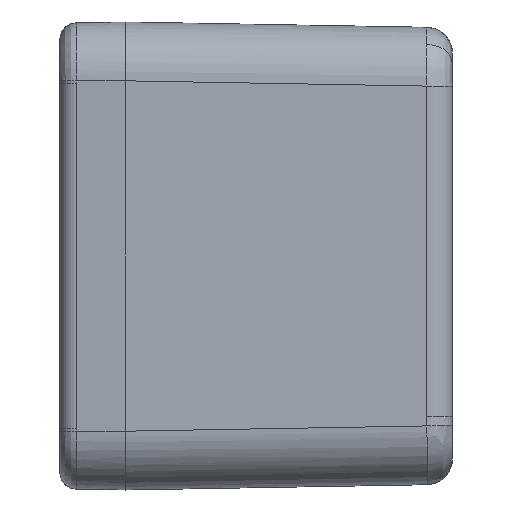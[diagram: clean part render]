
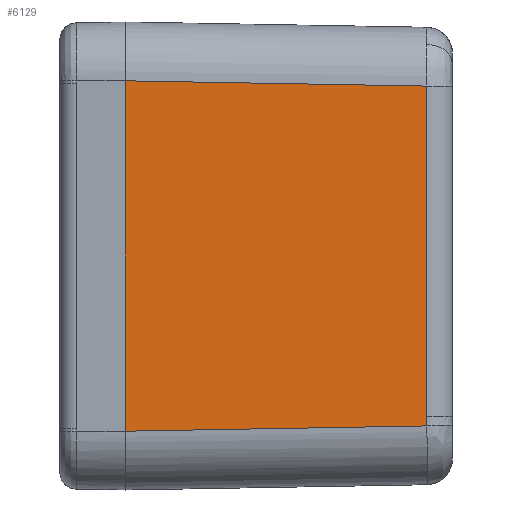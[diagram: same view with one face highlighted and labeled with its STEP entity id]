
A CAD part, left-side view. The second image highlights one B-rep face of the part: STEP entity #6129.
In plain terms, the highlighted planar face has unit normal (-1, -0.018, 0).
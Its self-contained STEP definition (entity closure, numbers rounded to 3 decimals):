
#257 = B_SPLINE_CURVE_WITH_KNOTS ( 'NONE', 3,
 ( #5480, #8974, #8266, #1299 ),
 .UNSPECIFIED., .F., .F.,
 ( 4, 4 ),
 ( 0., 0.001 ),
 .UNSPECIFIED. ) ;
#308 = CARTESIAN_POINT ( 'NONE',  ( -44.448, -23.035, -12.249 ) ) ;
#489 = EDGE_LOOP ( 'NONE', ( #3413, #8596, #6714, #1403, #3256 ) ) ;
#535 = VECTOR ( 'NONE', #3574, 1000. ) ;
#548 = VERTEX_POINT ( 'NONE', #6536 ) ;
#558 = EDGE_CURVE ( 'NONE', #1731, #4357, #8750, .T. ) ;
#858 = VECTOR ( 'NONE', #6755, 1000. ) ;
#903 = EDGE_CURVE ( 'NONE', #8246, #1731, #2402, .T. ) ;
#936 = DIRECTION ( 'NONE',  ( -1., -0.017, 0. ) ) ;
#1109 = EDGE_CURVE ( 'NONE', #548, #4357, #8086, .T. ) ;
#1143 = EDGE_CURVE ( 'NONE', #548, #4512, #7870, .T. ) ;
#1262 = EDGE_CURVE ( 'NONE', #4512, #8246, #257, .T. ) ;
#1299 = CARTESIAN_POINT ( 'NONE',  ( -44.448, -23.035, -12.249 ) ) ;
#1313 = VECTOR ( 'NONE', #2367, 1000. ) ;
#1403 = ORIENTED_EDGE ( 'NONE', *, *, #558, .T. ) ;
#1731 = VERTEX_POINT ( 'NONE', #4306 ) ;
#1885 = DIRECTION ( 'NONE',  ( 0.017, -1., 0.017 ) ) ;
#2318 = CARTESIAN_POINT ( 'NONE',  ( -44.85, 0., -17.9 ) ) ;
#2367 = DIRECTION ( 'NONE',  ( -0.017, 1., 0.017 ) ) ;
#2402 = LINE ( 'NONE', #4955, #535 ) ;
#2552 = CARTESIAN_POINT ( 'NONE',  ( -44.85, 0., -17.9 ) ) ;
#3067 = CARTESIAN_POINT ( 'NONE',  ( -44.84, -0.546, 13.391 ) ) ;
#3256 = ORIENTED_EDGE ( 'NONE', *, *, #1109, .F. ) ;
#3413 = ORIENTED_EDGE ( 'NONE', *, *, #1143, .T. ) ;
#3574 = DIRECTION ( 'NONE',  ( 0., 0., 1. ) ) ;
#3653 = AXIS2_PLACEMENT_3D ( 'NONE', #2318, #936, #5840 ) ;
#4159 = VECTOR ( 'NONE', #1885, 1000. ) ;
#4306 = CARTESIAN_POINT ( 'NONE',  ( -44.448, -23.035, 12.999 ) ) ;
#4357 = VERTEX_POINT ( 'NONE', #8971 ) ;
#4443 = PLANE ( 'NONE',  #3653 ) ;
#4512 = VERTEX_POINT ( 'NONE', #7927 ) ;
#4955 = CARTESIAN_POINT ( 'NONE',  ( -44.448, -23.035, 12.964 ) ) ;
#5480 = CARTESIAN_POINT ( 'NONE',  ( -44.448, -23.056, -12.998 ) ) ;
#5840 = DIRECTION ( 'NONE',  ( 0.017, -1., 0. ) ) ;
#6129 = ADVANCED_FACE ( 'NONE', ( #7676 ), #4443, .T. ) ;
#6536 = CARTESIAN_POINT ( 'NONE',  ( -44.85, 0., -13.401 ) ) ;
#6714 = ORIENTED_EDGE ( 'NONE', *, *, #903, .T. ) ;
#6755 = DIRECTION ( 'NONE',  ( 0., 0., 1. ) ) ;
#7676 = FACE_OUTER_BOUND ( 'NONE', #489, .T. ) ;
#7870 = LINE ( 'NONE', #8180, #4159 ) ;
#7927 = CARTESIAN_POINT ( 'NONE',  ( -44.448, -23.056, -12.998 ) ) ;
#8086 = LINE ( 'NONE', #2552, #858 ) ;
#8180 = CARTESIAN_POINT ( 'NONE',  ( -44.851, 0.078, -13.402 ) ) ;
#8246 = VERTEX_POINT ( 'NONE', #308 ) ;
#8266 = CARTESIAN_POINT ( 'NONE',  ( -44.448, -23.035, -12.499 ) ) ;
#8596 = ORIENTED_EDGE ( 'NONE', *, *, #1262, .T. ) ;
#8750 = LINE ( 'NONE', #3067, #1313 ) ;
#8971 = CARTESIAN_POINT ( 'NONE',  ( -44.85, 0., 13.401 ) ) ;
#8974 = CARTESIAN_POINT ( 'NONE',  ( -44.448, -23.047, -12.749 ) ) ;
